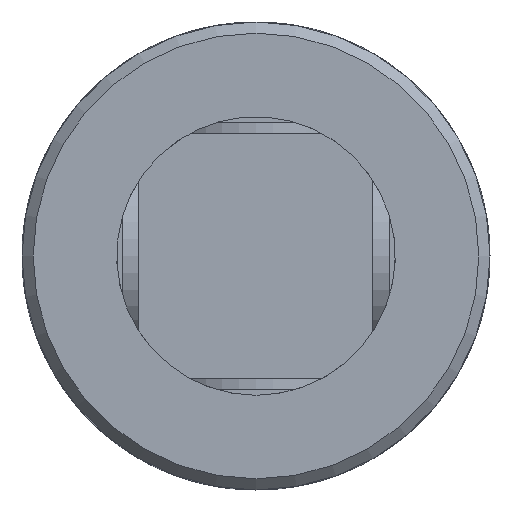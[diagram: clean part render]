
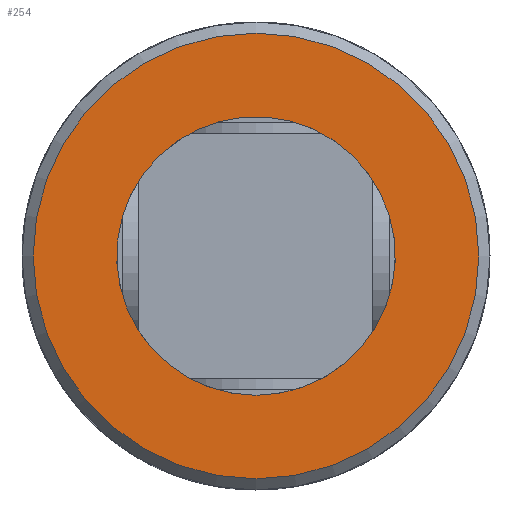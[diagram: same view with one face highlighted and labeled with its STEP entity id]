
A CAD part, left-side view. The second image highlights one B-rep face of the part: STEP entity #254.
In plain terms, the highlighted planar face has unit normal (-1, 0, 0).
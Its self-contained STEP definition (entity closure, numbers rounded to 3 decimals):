
#254 = ADVANCED_FACE( '', ( #527, #528 ), #529, .F. );
#527 = FACE_OUTER_BOUND( '', #845, .T. );
#528 = FACE_BOUND( '', #846, .T. );
#529 = PLANE( '', #847 );
#845 = EDGE_LOOP( '', ( #1294 ) );
#846 = EDGE_LOOP( '', ( #1295 ) );
#847 = AXIS2_PLACEMENT_3D( '', #1296, #1297, #1298 );
#1294 = ORIENTED_EDGE( '', *, *, #1861, .F. );
#1295 = ORIENTED_EDGE( '', *, *, #1876, .T. );
#1296 = CARTESIAN_POINT( '', ( 0., 0., 0. ) );
#1297 = DIRECTION( '', ( 1., 0., 0. ) );
#1298 = DIRECTION( '', ( 0., 0., -1. ) );
#1861 = EDGE_CURVE( '', #2207, #2207, #2208, .T. );
#1876 = EDGE_CURVE( '', #2230, #2230, #2231, .T. );
#2207 = VERTEX_POINT( '', #3213 );
#2208 = CIRCLE( '', #3214, 20. );
#2230 = VERTEX_POINT( '', #3243 );
#2231 = CIRCLE( '', #3244, 12.5 );
#3213 = CARTESIAN_POINT( '', ( 0., 0., -20. ) );
#3214 = AXIS2_PLACEMENT_3D( '', #4014, #4015, #4016 );
#3243 = CARTESIAN_POINT( '', ( 0., 0., -12.5 ) );
#3244 = AXIS2_PLACEMENT_3D( '', #4033, #4034, #4035 );
#4014 = CARTESIAN_POINT( '', ( 0., 0., 0. ) );
#4015 = DIRECTION( '', ( 1., 0., 0. ) );
#4016 = DIRECTION( '', ( 0., 0., -1. ) );
#4033 = CARTESIAN_POINT( '', ( 0., 0., 0. ) );
#4034 = DIRECTION( '', ( 1., 0., 0. ) );
#4035 = DIRECTION( '', ( 0., 0., -1. ) );
